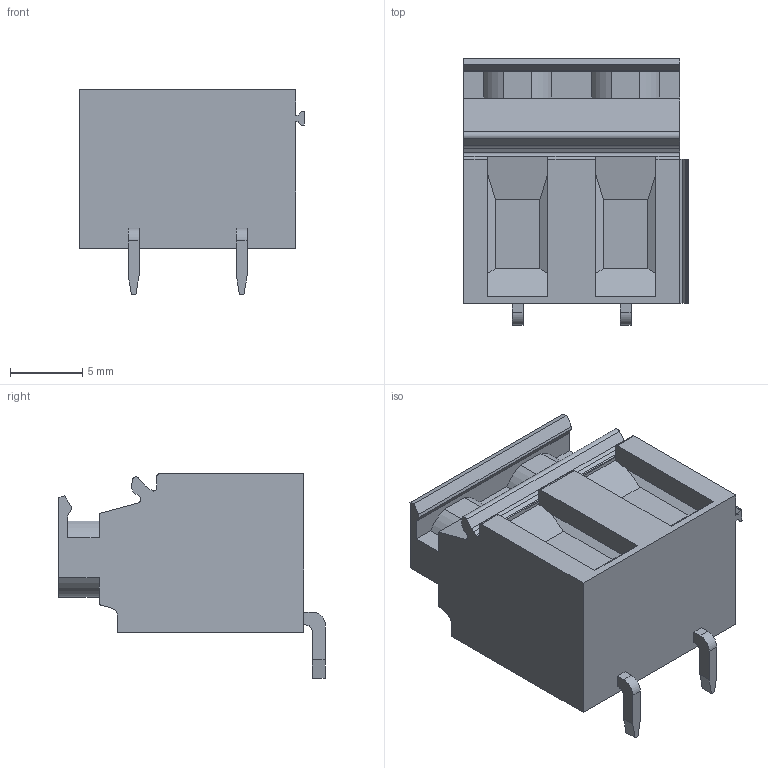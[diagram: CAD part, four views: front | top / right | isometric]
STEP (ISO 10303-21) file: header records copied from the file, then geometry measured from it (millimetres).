
FILE_DESCRIPTION(('CATIA V5 STEP Exchange','CAx-IF Rec.Pracs.--- Model Styling and Organization---1.2---2011-12-15'),'2;1');
FILE_NAME ('D1455606_0_1761370000_1761370000.stp','2018-09-18T10:28:42+00:00',('none'),('Weidmueller'),'CATIA Version 5-6 Release 2014','CATIA V5 STEP AP214','none');
FILE_SCHEMA(('AUTOMOTIVE_DESIGN { 1 0 10303 214 1 1 1 1 }'));
Length unit declared in the file: millimetre
Products named in the file (1): 1761370000
Bounding box: 15.6 x 18.5 x 14.2 mm (x, y, z)
Volume: 2183.9 mm3; surface area: 1441.1 mm2
Topology: 3 solids, 3 shells, 109 faces, 299 edges, 198 vertices
Faces by surface type: plane 78, cylinder 31
Entity records: 3263 total; most frequent: ORIENTED_EDGE 598, CARTESIAN_POINT 578, DIRECTION 459, EDGE_CURVE 299, VECTOR 237, LINE 237, VERTEX_POINT 198, AXIS2_PLACEMENT_3D 143
